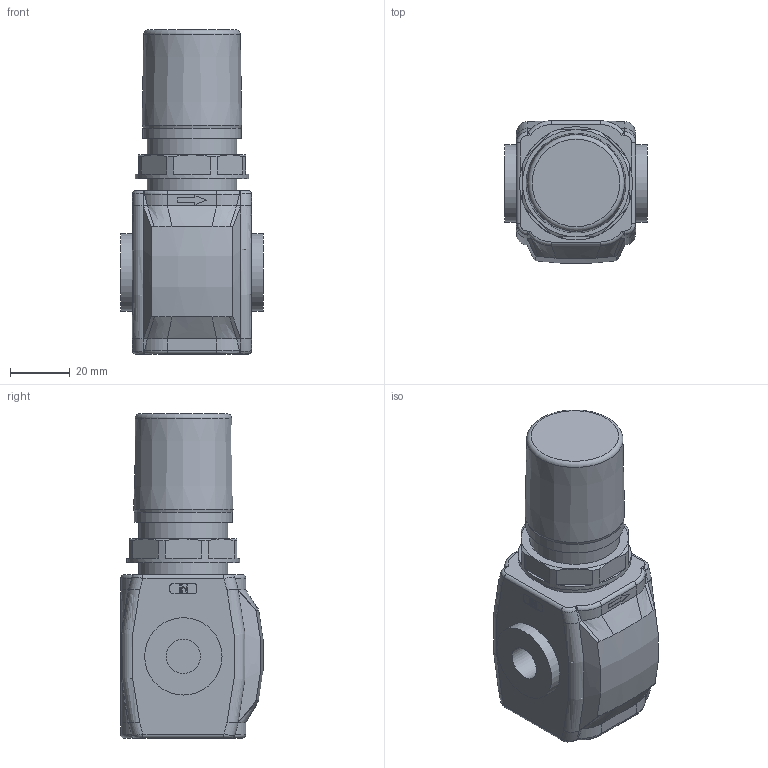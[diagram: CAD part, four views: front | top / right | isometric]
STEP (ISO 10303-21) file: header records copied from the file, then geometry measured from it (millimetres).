
FILE_DESCRIPTION((''),'2;1');
FILE_NAME('#171BRM##.iam.step','2010-08-23T14:21:55',(''),(''),'Autodesk Inventor 2010','Autodesk Inventor 2010','');
FILE_SCHEMA(('AUTOMOTIVE_DESIGN { 1 0 10303 214 1 1 1 1 }'));
Length unit declared in the file: millimetre
Products named in the file (3): #171BRM##; 1701-012G
Assembly tree (2 placements, depth 2):
  #171BRM##
    #171BRM##
    1701-012G
Bounding box: 48 x 47.82 x 109 mm (x, y, z)
Volume: 142599.5 mm3; surface area: 24959.7 mm2
Topology: 2 solids, 3 shells, 311 faces, 735 edges, 465 vertices
Faces by surface type: plane 130, bspline 75, cylinder 74, torus 21, cone 11
Full cylindrical faces by diameter (mm): 11.445 x1, 26 x1, 28.5 x1, 30 x1, 31 x1, 33 x1, 38 x1
Entity records: 9975 total; most frequent: CARTESIAN_POINT 3025, ORIENTED_EDGE 1440, DIRECTION 1320, EDGE_CURVE 720, VERTEX_POINT 464, AXIS2_PLACEMENT_3D 460, VECTOR 400, LINE 400
